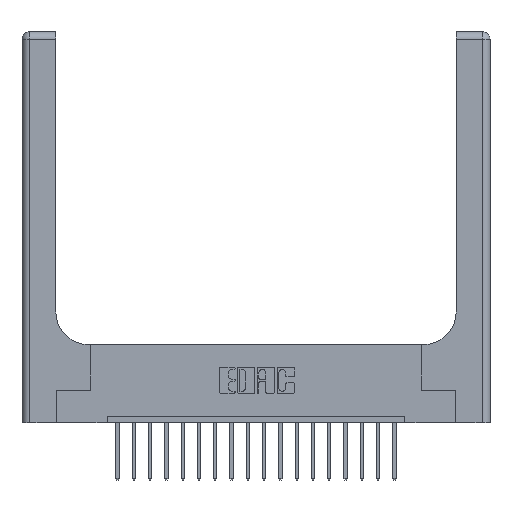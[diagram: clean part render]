
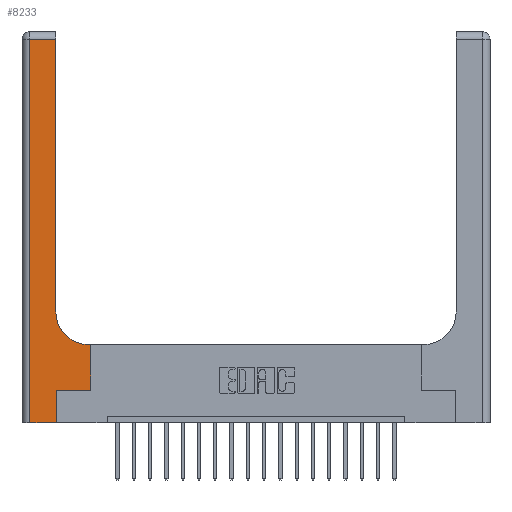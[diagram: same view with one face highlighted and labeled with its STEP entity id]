
A CAD part, top view. The second image highlights one B-rep face of the part: STEP entity #8233.
In plain terms, the highlighted planar face has unit normal (0, 0, 1).
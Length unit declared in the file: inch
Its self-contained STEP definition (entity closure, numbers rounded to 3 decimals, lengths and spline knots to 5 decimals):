
#216 = VECTOR ( 'NONE', #7654, 39.37008 ) ;
#572 = LINE ( 'NONE', #5235, #18039 ) ;
#834 = VECTOR ( 'NONE', #10509, 39.37008 ) ;
#1472 = LINE ( 'NONE', #13971, #216 ) ;
#1478 = VERTEX_POINT ( 'NONE', #18573 ) ;
#1716 = VECTOR ( 'NONE', #15614, 39.37008 ) ;
#1770 = CARTESIAN_POINT ( 'NONE',  ( 0.265, 0.25, 0.37 ) ) ;
#2385 = ORIENTED_EDGE ( 'NONE', *, *, #19497, .T. ) ;
#2716 = CARTESIAN_POINT ( 'NONE',  ( 0.06, 2.94, 0.37 ) ) ;
#3159 = DIRECTION ( 'NONE',  ( 1., 0., 0. ) ) ;
#3944 = VERTEX_POINT ( 'NONE', #4800 ) ;
#4018 = ORIENTED_EDGE ( 'NONE', *, *, #4308, .T. ) ;
#4188 = VERTEX_POINT ( 'NONE', #18260 ) ;
#4308 = EDGE_CURVE ( 'NONE', #4426, #9130, #18564, .T. ) ;
#4426 = VERTEX_POINT ( 'NONE', #11657 ) ;
#4707 = DIRECTION ( 'NONE',  ( 1., 0., 0. ) ) ;
#4747 = EDGE_CURVE ( 'NONE', #6365, #4426, #572, .T. ) ;
#4800 = CARTESIAN_POINT ( 'NONE',  ( 0.528, 0.25, 0.37 ) ) ;
#5005 = ORIENTED_EDGE ( 'NONE', *, *, #8887, .T. ) ;
#5235 = CARTESIAN_POINT ( 'NONE',  ( 0.06, 3., 0.37 ) ) ;
#5310 = LINE ( 'NONE', #10162, #13093 ) ;
#5395 = DIRECTION ( 'NONE',  ( 0., 0., -1. ) ) ;
#5514 = FACE_OUTER_BOUND ( 'NONE', #17741, .T. ) ;
#6193 = LINE ( 'NONE', #19984, #15367 ) ;
#6303 = AXIS2_PLACEMENT_3D ( 'NONE', #9957, #5395, #14536 ) ;
#6365 = VERTEX_POINT ( 'NONE', #2716 ) ;
#6419 = CARTESIAN_POINT ( 'NONE',  ( 0.528, 0.6, 0.37 ) ) ;
#6452 = DIRECTION ( 'NONE',  ( 0., -1., 0. ) ) ;
#7560 = CARTESIAN_POINT ( 'NONE',  ( 0.528, 0.25, 0.37 ) ) ;
#7654 = DIRECTION ( 'NONE',  ( -1., 0., 0. ) ) ;
#8093 = VERTEX_POINT ( 'NONE', #1770 ) ;
#8106 = EDGE_CURVE ( 'NONE', #16517, #1478, #1472, .T. ) ;
#8233 = ADVANCED_FACE ( 'NONE', ( #5514 ), #8946, .F. ) ;
#8887 = EDGE_CURVE ( 'NONE', #9130, #8093, #18537, .T. ) ;
#8946 = PLANE ( 'NONE',  #12204 ) ;
#9130 = VERTEX_POINT ( 'NONE', #16304 ) ;
#9336 = EDGE_CURVE ( 'NONE', #17736, #6365, #5310, .T. ) ;
#9957 = CARTESIAN_POINT ( 'NONE',  ( 0.51, 0.85, 0.37 ) ) ;
#10162 = CARTESIAN_POINT ( 'NONE',  ( 0., 2.94, 0.37 ) ) ;
#10509 = DIRECTION ( 'NONE',  ( 0., 1., 0. ) ) ;
#10857 = CARTESIAN_POINT ( 'NONE',  ( 0., 0., 0.37 ) ) ;
#11078 = ORIENTED_EDGE ( 'NONE', *, *, #13625, .T. ) ;
#11266 = ORIENTED_EDGE ( 'NONE', *, *, #9336, .T. ) ;
#11657 = CARTESIAN_POINT ( 'NONE',  ( 0.06, 0., 0.37 ) ) ;
#11692 = DIRECTION ( 'NONE',  ( 0., 0., -1. ) ) ;
#11723 = ORIENTED_EDGE ( 'NONE', *, *, #8106, .T. ) ;
#11783 = DIRECTION ( 'NONE',  ( -1., 0., 0. ) ) ;
#11936 = CARTESIAN_POINT ( 'NONE',  ( 0.26, 2.94, 0.37 ) ) ;
#12204 = AXIS2_PLACEMENT_3D ( 'NONE', #14862, #11692, #18280 ) ;
#12431 = CARTESIAN_POINT ( 'NONE',  ( 0.265, 0.25, 0.37 ) ) ;
#12543 = LINE ( 'NONE', #12431, #16413 ) ;
#13093 = VECTOR ( 'NONE', #11783, 39.37008 ) ;
#13477 = LINE ( 'NONE', #7560, #834 ) ;
#13625 = EDGE_CURVE ( 'NONE', #1478, #4188, #14738, .T. ) ;
#13792 = ORIENTED_EDGE ( 'NONE', *, *, #19012, .T. ) ;
#13812 = DIRECTION ( 'NONE',  ( 0., 1., 0. ) ) ;
#13951 = ORIENTED_EDGE ( 'NONE', *, *, #16922, .T. ) ;
#13971 = CARTESIAN_POINT ( 'NONE',  ( 0.26, 0.6, 0.37 ) ) ;
#14069 = VECTOR ( 'NONE', #3159, 39.37008 ) ;
#14536 = DIRECTION ( 'NONE',  ( 1., 0., 0. ) ) ;
#14738 = CIRCLE ( 'NONE', #6303, 0.25 ) ;
#14862 = CARTESIAN_POINT ( 'NONE',  ( 0., 3., 0.37 ) ) ;
#15367 = VECTOR ( 'NONE', #13812, 39.37008 ) ;
#15614 = DIRECTION ( 'NONE',  ( 0., 1., 0. ) ) ;
#16304 = CARTESIAN_POINT ( 'NONE',  ( 0.265, 0., 0.37 ) ) ;
#16413 = VECTOR ( 'NONE', #4707, 39.37008 ) ;
#16517 = VERTEX_POINT ( 'NONE', #6419 ) ;
#16922 = EDGE_CURVE ( 'NONE', #4188, #17736, #6193, .T. ) ;
#17601 = ORIENTED_EDGE ( 'NONE', *, *, #4747, .T. ) ;
#17736 = VERTEX_POINT ( 'NONE', #11936 ) ;
#17741 = EDGE_LOOP ( 'NONE', ( #13951, #11266, #17601, #4018, #5005, #2385, #13792, #11723, #11078 ) ) ;
#18039 = VECTOR ( 'NONE', #6452, 39.37008 ) ;
#18260 = CARTESIAN_POINT ( 'NONE',  ( 0.26, 0.85, 0.37 ) ) ;
#18280 = DIRECTION ( 'NONE',  ( -1., 0., 0. ) ) ;
#18537 = LINE ( 'NONE', #18747, #1716 ) ;
#18564 = LINE ( 'NONE', #10857, #14069 ) ;
#18573 = CARTESIAN_POINT ( 'NONE',  ( 0.51, 0.6, 0.37 ) ) ;
#18747 = CARTESIAN_POINT ( 'NONE',  ( 0.265, 0., 0.37 ) ) ;
#19012 = EDGE_CURVE ( 'NONE', #3944, #16517, #13477, .T. ) ;
#19497 = EDGE_CURVE ( 'NONE', #8093, #3944, #12543, .T. ) ;
#19984 = CARTESIAN_POINT ( 'NONE',  ( 0.26, 3., 0.37 ) ) ;
